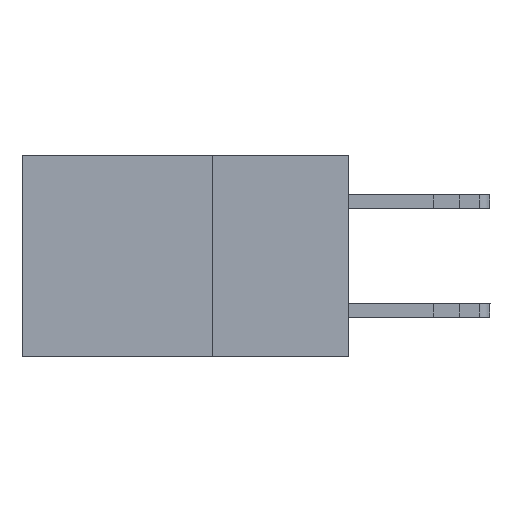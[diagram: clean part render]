
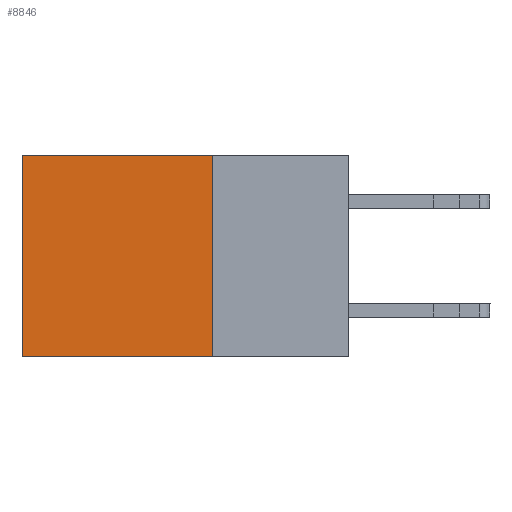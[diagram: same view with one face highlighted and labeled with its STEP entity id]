
A CAD part, left-side view. The second image highlights one B-rep face of the part: STEP entity #8846.
In plain terms, the highlighted planar face has unit normal (-1, 0, 0).
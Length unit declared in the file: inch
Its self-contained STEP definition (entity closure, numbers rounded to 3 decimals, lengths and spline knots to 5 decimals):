
#136 = DIRECTION ( 'NONE',  ( 0., 1., 0. ) ) ;
#211 = VERTEX_POINT ( 'NONE', #9301 ) ;
#334 = CARTESIAN_POINT ( 'NONE',  ( 0.2615, 0.25, -0.37 ) ) ;
#363 = PLANE ( 'NONE',  #18863 ) ;
#758 = EDGE_CURVE ( 'NONE', #1160, #3932, #13662, .T. ) ;
#1160 = VERTEX_POINT ( 'NONE', #4484 ) ;
#1225 = EDGE_CURVE ( 'NONE', #211, #6799, #6207, .T. ) ;
#1916 = DIRECTION ( 'NONE',  ( 0., 0., -1. ) ) ;
#2238 = DIRECTION ( 'NONE',  ( 0., 1., 0. ) ) ;
#3264 = CARTESIAN_POINT ( 'NONE',  ( 0.2615, 0.6, -0.37 ) ) ;
#3932 = VERTEX_POINT ( 'NONE', #5525 ) ;
#4484 = CARTESIAN_POINT ( 'NONE',  ( 0.2615, 0.25, -0.37 ) ) ;
#4574 = EDGE_LOOP ( 'NONE', ( #4703, #17743, #16918, #12021 ) ) ;
#4703 = ORIENTED_EDGE ( 'NONE', *, *, #14526, .T. ) ;
#4754 = CARTESIAN_POINT ( 'NONE',  ( 0.2615, 0.25, -0.37 ) ) ;
#5525 = CARTESIAN_POINT ( 'NONE',  ( 0.2615, 0.6, -0.37 ) ) ;
#6207 = LINE ( 'NONE', #19142, #6675 ) ;
#6304 = DIRECTION ( 'NONE',  ( 0., 0., -1. ) ) ;
#6675 = VECTOR ( 'NONE', #136, 39.37008 ) ;
#6799 = VERTEX_POINT ( 'NONE', #14809 ) ;
#8846 = ADVANCED_FACE ( 'NONE', ( #9166 ), #363, .F. ) ;
#9166 = FACE_OUTER_BOUND ( 'NONE', #4574, .T. ) ;
#9261 = VECTOR ( 'NONE', #2238, 39.37008 ) ;
#9301 = CARTESIAN_POINT ( 'NONE',  ( 0.2615, 0.25, 0. ) ) ;
#9313 = LINE ( 'NONE', #3264, #16713 ) ;
#10028 = EDGE_CURVE ( 'NONE', #211, #1160, #18841, .T. ) ;
#10895 = DIRECTION ( 'NONE',  ( 0., 0., -1. ) ) ;
#10969 = DIRECTION ( 'NONE',  ( 1., 0., 0. ) ) ;
#12021 = ORIENTED_EDGE ( 'NONE', *, *, #1225, .T. ) ;
#13662 = LINE ( 'NONE', #334, #9261 ) ;
#14526 = EDGE_CURVE ( 'NONE', #6799, #3932, #9313, .T. ) ;
#14809 = CARTESIAN_POINT ( 'NONE',  ( 0.2615, 0.6, 0. ) ) ;
#16713 = VECTOR ( 'NONE', #10895, 39.37008 ) ;
#16769 = CARTESIAN_POINT ( 'NONE',  ( 0.2615, 0.25, -0.37 ) ) ;
#16918 = ORIENTED_EDGE ( 'NONE', *, *, #10028, .F. ) ;
#17743 = ORIENTED_EDGE ( 'NONE', *, *, #758, .F. ) ;
#18369 = VECTOR ( 'NONE', #6304, 39.37008 ) ;
#18841 = LINE ( 'NONE', #4754, #18369 ) ;
#18863 = AXIS2_PLACEMENT_3D ( 'NONE', #16769, #10969, #1916 ) ;
#19142 = CARTESIAN_POINT ( 'NONE',  ( 0.2615, 0.25, 0. ) ) ;
